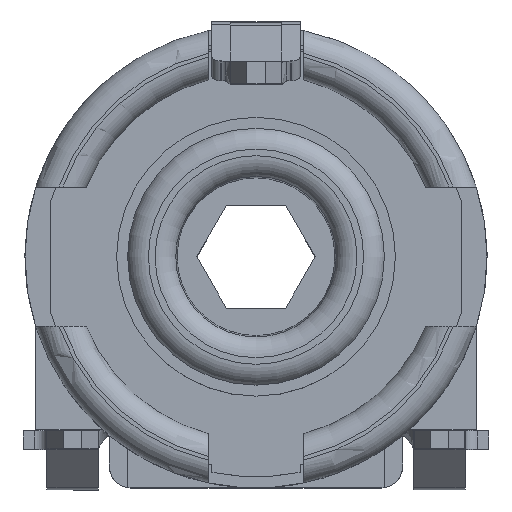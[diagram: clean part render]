
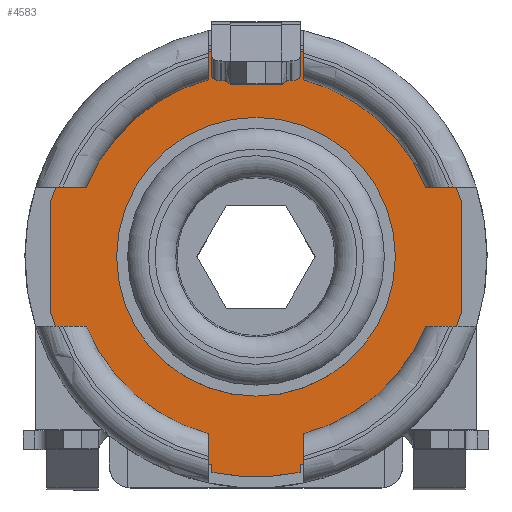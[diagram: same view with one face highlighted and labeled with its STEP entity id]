
A CAD part, top view. The second image highlights one B-rep face of the part: STEP entity #4583.
In plain terms, the highlighted planar face has unit normal (0, 0, 1).
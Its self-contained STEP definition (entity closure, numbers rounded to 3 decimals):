
#57 = ORIENTED_EDGE ( 'NONE', *, *, #3684, .T. ) ;
#162 = DIRECTION ( 'NONE',  ( 0., 1., 0. ) ) ;
#164 = CIRCLE ( 'NONE', #11607, 2.9 ) ;
#321 = VERTEX_POINT ( 'NONE', #6300 ) ;
#355 = CARTESIAN_POINT ( 'NONE',  ( 0., 2.8, 0.3 ) ) ;
#416 = EDGE_CURVE ( 'NONE', #4575, #4575, #838, .T. ) ;
#612 = EDGE_CURVE ( 'NONE', #14052, #10938, #10278, .T. ) ;
#649 = ORIENTED_EDGE ( 'NONE', *, *, #12972, .T. ) ;
#805 = EDGE_CURVE ( 'NONE', #11172, #321, #10617, .T. ) ;
#838 = CIRCLE ( 'NONE', #7932, 1.9 ) ;
#886 = PLANE ( 'NONE',  #9870 ) ;
#1075 = AXIS2_PLACEMENT_3D ( 'NONE', #4145, #12286, #5317 ) ;
#1219 = DIRECTION ( 'NONE',  ( 1., 0., 0. ) ) ;
#1276 = DIRECTION ( 'NONE',  ( 0., -1., 0. ) ) ;
#2100 = VECTOR ( 'NONE', #11406, 1000. ) ;
#2119 = CARTESIAN_POINT ( 'NONE',  ( -2.8, 0.755, 0.3 ) ) ;
#2140 = EDGE_CURVE ( 'NONE', #11382, #9302, #9662, .T. ) ;
#2253 = DIRECTION ( 'NONE',  ( 0., 0., 1. ) ) ;
#2270 = AXIS2_PLACEMENT_3D ( 'NONE', #10358, #3395, #11521 ) ;
#3079 = CARTESIAN_POINT ( 'NONE',  ( 0., 0., 0.3 ) ) ;
#3294 = CIRCLE ( 'NONE', #1075, 2.9 ) ;
#3326 = DIRECTION ( 'NONE',  ( 0., 1., 0. ) ) ;
#3395 = DIRECTION ( 'NONE',  ( 0., 0., 1. ) ) ;
#3422 = FACE_OUTER_BOUND ( 'NONE', #14344, .T. ) ;
#3684 = EDGE_CURVE ( 'NONE', #5823, #11382, #13779, .T. ) ;
#3856 = DIRECTION ( 'NONE',  ( 0., 0., 1. ) ) ;
#4145 = CARTESIAN_POINT ( 'NONE',  ( 0., 0., 0.3 ) ) ;
#4348 = DIRECTION ( 'NONE',  ( 1., 0., 0. ) ) ;
#4575 = VERTEX_POINT ( 'NONE', #10522 ) ;
#4583 = ADVANCED_FACE ( 'NONE', ( #3422, #6144 ), #886, .T. ) ;
#5145 = LINE ( 'NONE', #2119, #2100 ) ;
#5317 = DIRECTION ( 'NONE',  ( 1., 0., 0. ) ) ;
#5619 = CARTESIAN_POINT ( 'NONE',  ( -2.8, -0.755, 0.3 ) ) ;
#5643 = CARTESIAN_POINT ( 'NONE',  ( -2.8, 0.755, 0.3 ) ) ;
#5704 = VECTOR ( 'NONE', #3326, 1000. ) ;
#5716 = ORIENTED_EDGE ( 'NONE', *, *, #416, .F. ) ;
#5731 = CIRCLE ( 'NONE', #10161, 2.9 ) ;
#5733 = LINE ( 'NONE', #12915, #14990 ) ;
#5823 = VERTEX_POINT ( 'NONE', #9495 ) ;
#6118 = ORIENTED_EDGE ( 'NONE', *, *, #14121, .T. ) ;
#6144 = FACE_BOUND ( 'NONE', #13465, .T. ) ;
#6284 = ORIENTED_EDGE ( 'NONE', *, *, #9716, .T. ) ;
#6300 = CARTESIAN_POINT ( 'NONE',  ( 0.753, 2.8, 0.3 ) ) ;
#6602 = CARTESIAN_POINT ( 'NONE',  ( 0., 0., 0.3 ) ) ;
#6639 = CARTESIAN_POINT ( 'NONE',  ( 0.6, -2.837, 0.3 ) ) ;
#6957 = ORIENTED_EDGE ( 'NONE', *, *, #2140, .T. ) ;
#7061 = CARTESIAN_POINT ( 'NONE',  ( -0.6, -2.837, 0.3 ) ) ;
#7234 = VECTOR ( 'NONE', #1276, 1000. ) ;
#7356 = EDGE_CURVE ( 'NONE', #11172, #13474, #3294, .T. ) ;
#7539 = ORIENTED_EDGE ( 'NONE', *, *, #9522, .T. ) ;
#7777 = DIRECTION ( 'NONE',  ( 1., 0., 0. ) ) ;
#7932 = AXIS2_PLACEMENT_3D ( 'NONE', #6602, #14708, #7777 ) ;
#7979 = CARTESIAN_POINT ( 'NONE',  ( 0.6, -2.837, 0.3 ) ) ;
#8107 = VECTOR ( 'NONE', #10727, 1000. ) ;
#8190 = DIRECTION ( 'NONE',  ( 0., 0., 1. ) ) ;
#8329 = CARTESIAN_POINT ( 'NONE',  ( -0.6, -2.939, 0.3 ) ) ;
#8575 = ORIENTED_EDGE ( 'NONE', *, *, #11445, .T. ) ;
#8786 = LINE ( 'NONE', #7979, #5704 ) ;
#9192 = AXIS2_PLACEMENT_3D ( 'NONE', #13655, #8190, #1219 ) ;
#9230 = CARTESIAN_POINT ( 'NONE',  ( 0., 0., 0.3 ) ) ;
#9302 = VERTEX_POINT ( 'NONE', #10875 ) ;
#9495 = CARTESIAN_POINT ( 'NONE',  ( -0.6, -2.837, 0.3 ) ) ;
#9522 = EDGE_CURVE ( 'NONE', #13474, #12391, #5145, .T. ) ;
#9662 = CIRCLE ( 'NONE', #2270, 3. ) ;
#9716 = EDGE_CURVE ( 'NONE', #10938, #14996, #5733, .T. ) ;
#9870 = AXIS2_PLACEMENT_3D ( 'NONE', #3079, #11332, #4348 ) ;
#10161 = AXIS2_PLACEMENT_3D ( 'NONE', #9230, #2253, #10386 ) ;
#10278 = CIRCLE ( 'NONE', #9192, 2.9 ) ;
#10358 = CARTESIAN_POINT ( 'NONE',  ( 0., 0., 0.3 ) ) ;
#10386 = DIRECTION ( 'NONE',  ( 1., 0., 0. ) ) ;
#10475 = CARTESIAN_POINT ( 'NONE',  ( 2.8, 0.755, 0.3 ) ) ;
#10481 = ORIENTED_EDGE ( 'NONE', *, *, #805, .F. ) ;
#10522 = CARTESIAN_POINT ( 'NONE',  ( 1.9, 0., 0.3 ) ) ;
#10575 = ORIENTED_EDGE ( 'NONE', *, *, #612, .T. ) ;
#10617 = LINE ( 'NONE', #355, #8107 ) ;
#10699 = ORIENTED_EDGE ( 'NONE', *, *, #7356, .T. ) ;
#10727 = DIRECTION ( 'NONE',  ( 1., 0., 0. ) ) ;
#10825 = CARTESIAN_POINT ( 'NONE',  ( 0., 0., 0.3 ) ) ;
#10875 = CARTESIAN_POINT ( 'NONE',  ( 0.6, -2.939, 0.3 ) ) ;
#10938 = VERTEX_POINT ( 'NONE', #13238 ) ;
#11172 = VERTEX_POINT ( 'NONE', #13800 ) ;
#11332 = DIRECTION ( 'NONE',  ( 0., 0., 1. ) ) ;
#11382 = VERTEX_POINT ( 'NONE', #8329 ) ;
#11406 = DIRECTION ( 'NONE',  ( 0., -1., 0. ) ) ;
#11445 = EDGE_CURVE ( 'NONE', #14996, #321, #164, .T. ) ;
#11521 = DIRECTION ( 'NONE',  ( 1., 0., 0. ) ) ;
#11607 = AXIS2_PLACEMENT_3D ( 'NONE', #10825, #3856, #12010 ) ;
#12010 = DIRECTION ( 'NONE',  ( 1., 0., 0. ) ) ;
#12286 = DIRECTION ( 'NONE',  ( 0., 0., 1. ) ) ;
#12391 = VERTEX_POINT ( 'NONE', #5619 ) ;
#12915 = CARTESIAN_POINT ( 'NONE',  ( 2.8, 0.755, 0.3 ) ) ;
#12972 = EDGE_CURVE ( 'NONE', #12391, #5823, #5731, .T. ) ;
#13238 = CARTESIAN_POINT ( 'NONE',  ( 2.8, -0.755, 0.3 ) ) ;
#13465 = EDGE_LOOP ( 'NONE', ( #5716 ) ) ;
#13474 = VERTEX_POINT ( 'NONE', #5643 ) ;
#13655 = CARTESIAN_POINT ( 'NONE',  ( 0., 0., 0.3 ) ) ;
#13779 = LINE ( 'NONE', #7061, #7234 ) ;
#13800 = CARTESIAN_POINT ( 'NONE',  ( -0.753, 2.8, 0.3 ) ) ;
#14052 = VERTEX_POINT ( 'NONE', #6639 ) ;
#14121 = EDGE_CURVE ( 'NONE', #9302, #14052, #8786, .T. ) ;
#14344 = EDGE_LOOP ( 'NONE', ( #10481, #10699, #7539, #649, #57, #6957, #6118, #10575, #6284, #8575 ) ) ;
#14708 = DIRECTION ( 'NONE',  ( 0., 0., 1. ) ) ;
#14990 = VECTOR ( 'NONE', #162, 1000. ) ;
#14996 = VERTEX_POINT ( 'NONE', #10475 ) ;
